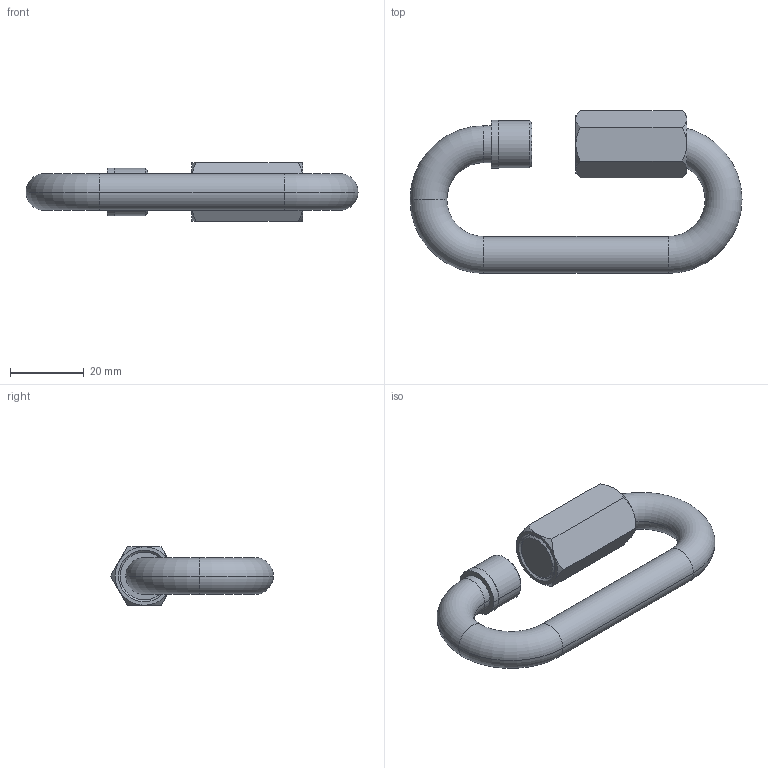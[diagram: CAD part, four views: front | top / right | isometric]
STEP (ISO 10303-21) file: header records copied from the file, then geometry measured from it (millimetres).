
FILE_DESCRIPTION (( 'STEP AP203' ), '1' );
FILE_NAME ('T23505.STEP', '2018-07-17T08:11:37', ( '' ), ( '' ), 'SwSTEP 2.0', 'SolidWorks 2016', '' );
FILE_SCHEMA (( 'CONFIG_CONTROL_DESIGN' ));
Length unit declared in the file: millimetre
Products named in the file (1): T23505
Bounding box: 90 x 44.12 x 15.8 mm (x, y, z)
Volume: 17794.3 mm3; surface area: 9227.2 mm2
Topology: 2 solids, 2 shells, 53 faces, 122 edges, 76 vertices
Faces by surface type: cone 20, cylinder 14, plane 13, torus 6
Entity records: 1713 total; most frequent: CARTESIAN_POINT 428, DIRECTION 264, ORIENTED_EDGE 244, EDGE_CURVE 122, AXIS2_PLACEMENT_3D 112, VERTEX_POINT 76, CIRCLE 58, EDGE_LOOP 58
